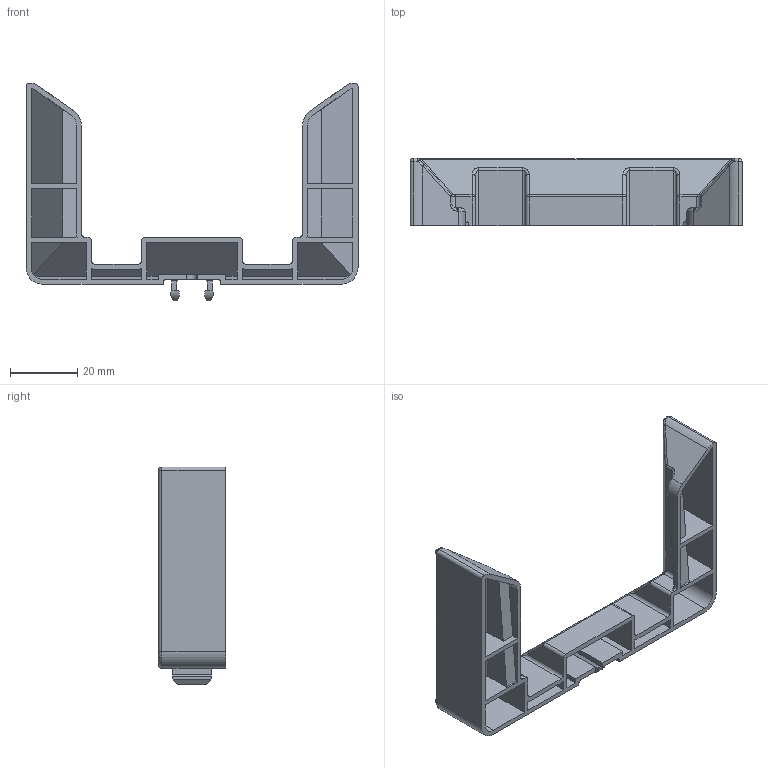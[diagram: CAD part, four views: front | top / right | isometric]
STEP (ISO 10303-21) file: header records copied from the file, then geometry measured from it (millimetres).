
FILE_DESCRIPTION (( 'STEP AP203' ), '1' );
FILE_NAME ('10-00672-001b.step', '2014-04-13T23:21:00', ( 'Nicholas Morozovsky' ), ( '' ), 'SwSTEP 2.0', 'SolidWorks 2012', '' );
FILE_SCHEMA (( 'CONFIG_CONTROL_DESIGN' ));
Length unit declared in the file: millimetre
Products named in the file (1): 10-00672-001b
Bounding box: 99 x 20 x 65 mm (x, y, z)
Volume: 15400.3 mm3; surface area: 20593.2 mm2
Topology: 1 solids, 1 shells, 502 faces, 1264 edges, 770 vertices
Faces by surface type: plane 390, cylinder 77, bspline 19, sphere 10, torus 6
Entity records: 14981 total; most frequent: CARTESIAN_POINT 3612, ORIENTED_EDGE 2520, DIRECTION 2145, EDGE_CURVE 1260, LINE 915, VECTOR 915, VERTEX_POINT 770, AXIS2_PLACEMENT_3D 615
